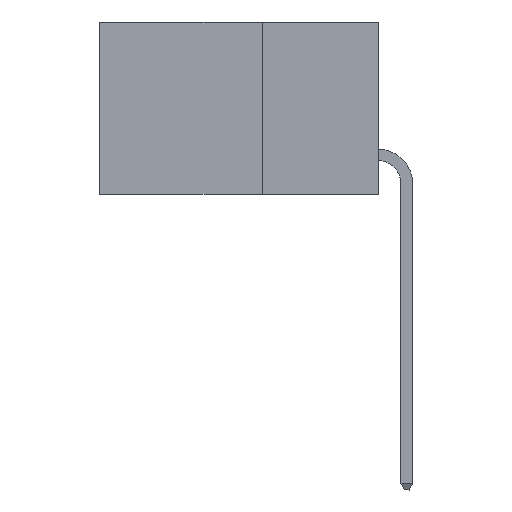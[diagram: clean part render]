
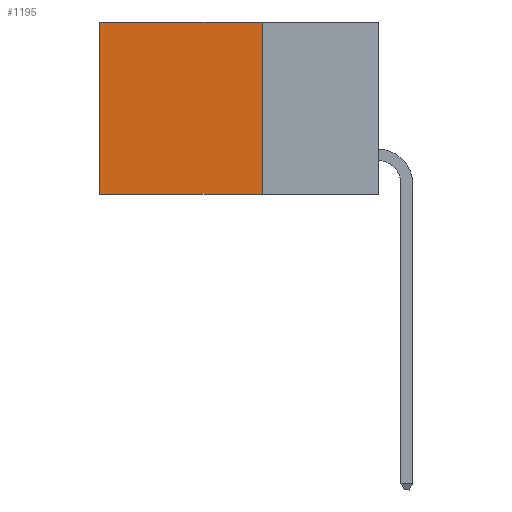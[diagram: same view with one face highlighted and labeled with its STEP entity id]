
A CAD part, left-side view. The second image highlights one B-rep face of the part: STEP entity #1195.
In plain terms, the highlighted planar face has unit normal (-1, 0, 0).
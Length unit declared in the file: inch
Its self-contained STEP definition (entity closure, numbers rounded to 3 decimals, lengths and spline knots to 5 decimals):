
#518 = PLANE ( 'NONE',  #4050 ) ;
#1195 = ADVANCED_FACE ( 'NONE', ( #10223 ), #518, .F. ) ;
#1286 = VERTEX_POINT ( 'NONE', #15645 ) ;
#2782 = VERTEX_POINT ( 'NONE', #18291 ) ;
#3656 = DIRECTION ( 'NONE',  ( 0., 0., -1. ) ) ;
#3821 = ORIENTED_EDGE ( 'NONE', *, *, #15030, .T. ) ;
#4050 = AXIS2_PLACEMENT_3D ( 'NONE', #19664, #11690, #20682 ) ;
#4574 = DIRECTION ( 'NONE',  ( 0., 1., 0. ) ) ;
#4644 = VERTEX_POINT ( 'NONE', #12308 ) ;
#5061 = CARTESIAN_POINT ( 'NONE',  ( 0.2615, 0.6, 0. ) ) ;
#6203 = LINE ( 'NONE', #14067, #18857 ) ;
#6237 = LINE ( 'NONE', #14102, #12784 ) ;
#6916 = ORIENTED_EDGE ( 'NONE', *, *, #17498, .F. ) ;
#8562 = CARTESIAN_POINT ( 'NONE',  ( 0.2615, 0.25, -0.37 ) ) ;
#9514 = VECTOR ( 'NONE', #17856, 39.37008 ) ;
#10223 = FACE_OUTER_BOUND ( 'NONE', #16474, .T. ) ;
#11690 = DIRECTION ( 'NONE',  ( 1., 0., 0. ) ) ;
#12308 = CARTESIAN_POINT ( 'NONE',  ( 0.2615, 0.6, -0.37 ) ) ;
#12784 = VECTOR ( 'NONE', #4574, 39.37008 ) ;
#14067 = CARTESIAN_POINT ( 'NONE',  ( 0.2615, 0.25, -0.37 ) ) ;
#14102 = CARTESIAN_POINT ( 'NONE',  ( 0.2615, 0.25, 0. ) ) ;
#14567 = ORIENTED_EDGE ( 'NONE', *, *, #20206, .T. ) ;
#14697 = CARTESIAN_POINT ( 'NONE',  ( 0.2615, 0.6, -0.37 ) ) ;
#14748 = EDGE_CURVE ( 'NONE', #1286, #2782, #19675, .T. ) ;
#15008 = LINE ( 'NONE', #14697, #9514 ) ;
#15030 = EDGE_CURVE ( 'NONE', #1286, #20036, #6237, .T. ) ;
#15645 = CARTESIAN_POINT ( 'NONE',  ( 0.2615, 0.25, 0. ) ) ;
#16474 = EDGE_LOOP ( 'NONE', ( #14567, #6916, #19981, #3821 ) ) ;
#17498 = EDGE_CURVE ( 'NONE', #2782, #4644, #6203, .T. ) ;
#17544 = DIRECTION ( 'NONE',  ( 0., 1., 0. ) ) ;
#17856 = DIRECTION ( 'NONE',  ( 0., 0., -1. ) ) ;
#18291 = CARTESIAN_POINT ( 'NONE',  ( 0.2615, 0.25, -0.37 ) ) ;
#18857 = VECTOR ( 'NONE', #17544, 39.37008 ) ;
#19135 = VECTOR ( 'NONE', #3656, 39.37008 ) ;
#19664 = CARTESIAN_POINT ( 'NONE',  ( 0.2615, 0.25, -0.37 ) ) ;
#19675 = LINE ( 'NONE', #8562, #19135 ) ;
#19981 = ORIENTED_EDGE ( 'NONE', *, *, #14748, .F. ) ;
#20036 = VERTEX_POINT ( 'NONE', #5061 ) ;
#20206 = EDGE_CURVE ( 'NONE', #20036, #4644, #15008, .T. ) ;
#20682 = DIRECTION ( 'NONE',  ( 0., 0., -1. ) ) ;
